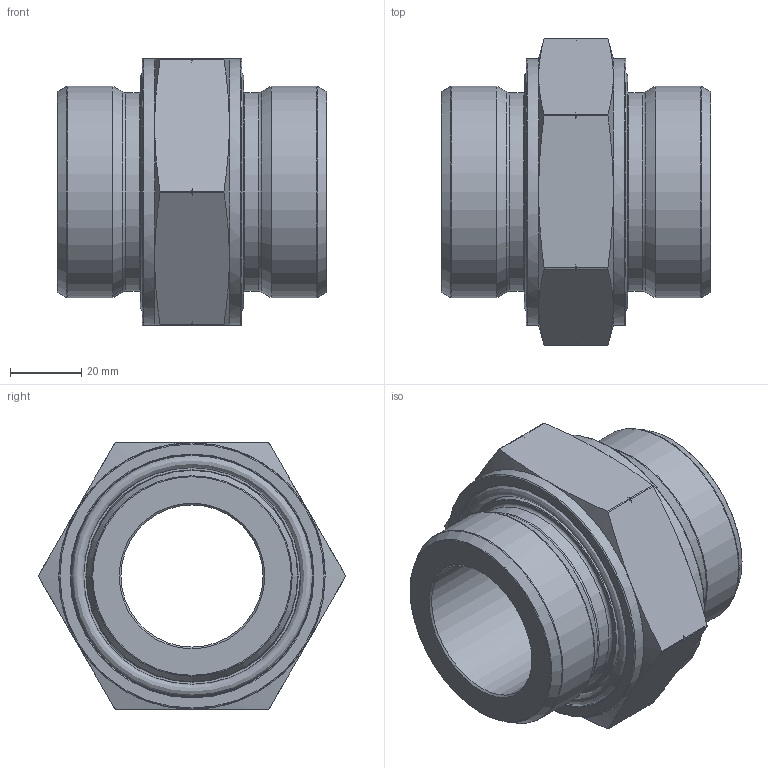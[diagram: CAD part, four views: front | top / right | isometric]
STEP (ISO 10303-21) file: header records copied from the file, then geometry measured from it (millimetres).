
FILE_DESCRIPTION(/* description */ (''),/* implementation_level */ '2;1');
FILE_NAME(/* name */ 'DO50.stp',/* time_stamp */ '2025-01-07T10:07:35+01:00',/* author */ (''),/* organization */ (''),/* preprocessor_version */ 'ST-DEVELOPER v16',/* originating_system */ 'SIEMENS PLM Software NX 10.0',/* authorisation */ '');
FILE_SCHEMA (('CONFIG_CONTROL_DESIGN'));
Length unit declared in the file: millimetre
Products named in the file (2): X-O61; X-DO2
Assembly tree (2 placements, depth 2):
  X-DO2
    X-O61  x2
Bounding box: 76 x 86.49 x 75 mm (x, y, z)
Volume: 164591.8 mm3; surface area: 39325.9 mm2
Topology: 3 solids, 3 shells, 75 faces, 178 edges, 111 vertices
Faces by surface type: cylinder 23, cone 20, torus 16, plane 14, revolution 2
Full cylindrical faces by diameter (mm): 40 x1, 55.9 x2, 59.61 x2, 59.755 x2, 68.245 x2, 74.955 x2
Entity records: 2452 total; most frequent: CARTESIAN_POINT 791, DIRECTION 271, ORIENTED_EDGE 264, EDGE_CURVE 132, AXIS2_PLACEMENT_3D 123, EDGE_LOOP 116, VERTEX_POINT 103, FACE_BOUND 87
